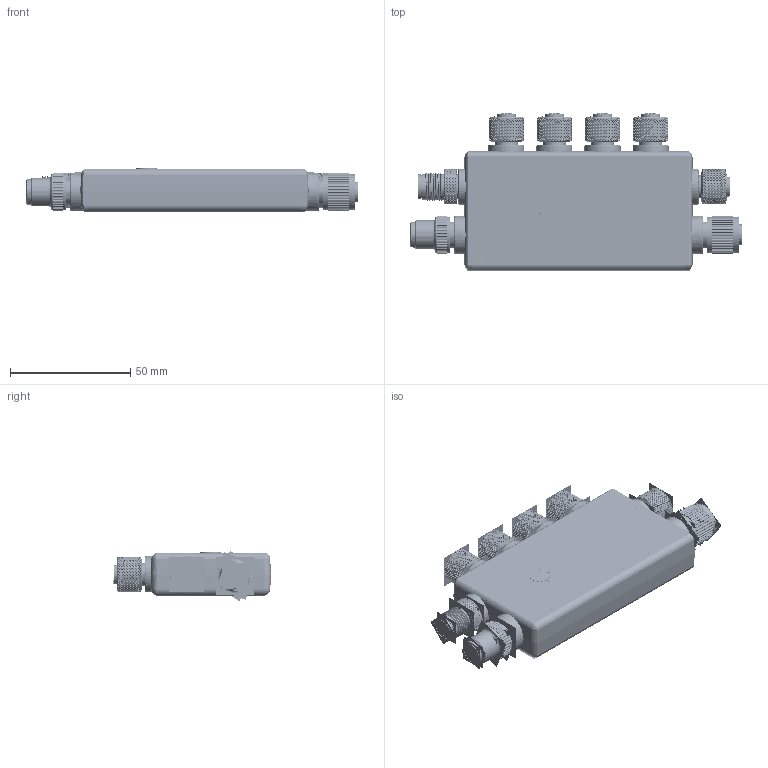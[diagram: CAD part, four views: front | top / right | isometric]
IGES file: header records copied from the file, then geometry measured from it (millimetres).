
Start section:  PTC IGES file: 243662_sm01.igs
Global section: file name: 243662_sm01.igs; native system: Creo Parametric by PTC Inc.; preprocessor: 2022414; author: banengservice; organization: Unknown; date: 20240730.143707; units: millimetre
Bounding box: 138.2 x 65.66 x 21.01 mm (x, y, z)
Volume: 533 mm3; surface area: 152423.6 mm2
Topology: 1 solids, 362 shells, 43360 faces, 190979 edges, 226285 vertices
Faces by surface type: bspline 33918, revolution 9442
